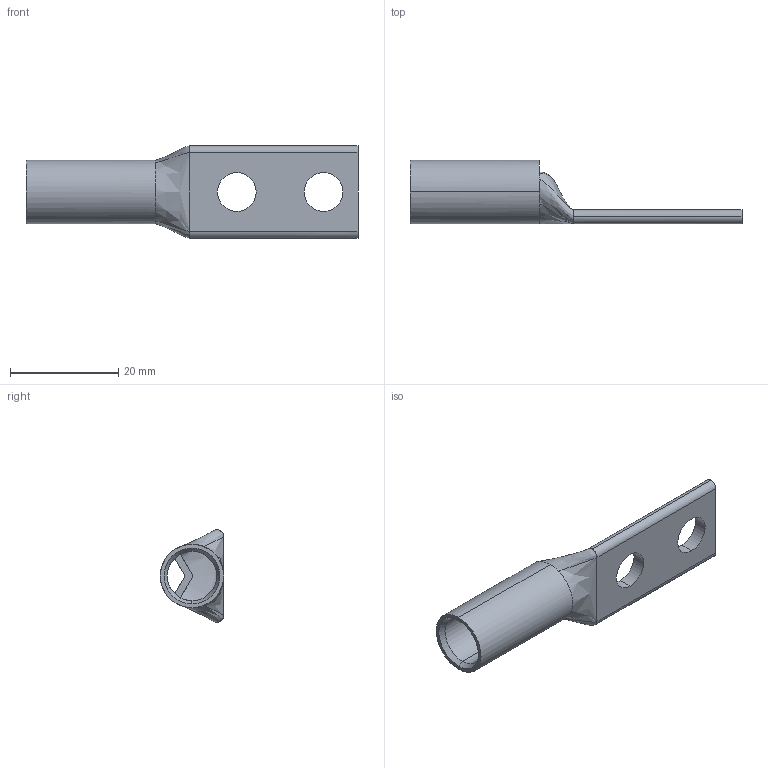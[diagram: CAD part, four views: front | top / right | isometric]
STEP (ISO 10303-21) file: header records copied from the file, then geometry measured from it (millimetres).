
FILE_DESCRIPTION (( 'STEP AP203' ), '1' );
FILE_NAME ('BLU-1D-2TC14-1.step', '2024-09-09T18:00:47', ( '' ), ( '' ), 'SwSTEP 2.0', 'SolidWorks 2023', '' );
FILE_SCHEMA (( 'CONFIG_CONTROL_DESIGN' ));
Length unit declared in the file: inch
Products named in the file (1): BLU-1D-2TC14-1
Bounding box: 61.21 x 11.71 x 17.02 mm (x, y, z)
Volume: 2335.2 mm3; surface area: 3250.4 mm2
Topology: 1 solids, 1 shells, 37 faces, 94 edges, 58 vertices
Faces by surface type: cylinder 13, plane 11, bspline 11, cone 2
Entity records: 1722 total; most frequent: CARTESIAN_POINT 830, ORIENTED_EDGE 188, DIRECTION 137, EDGE_CURVE 94, VERTEX_POINT 58, AXIS2_PLACEMENT_3D 52, EDGE_LOOP 42, FACE_OUTER_BOUND 37
